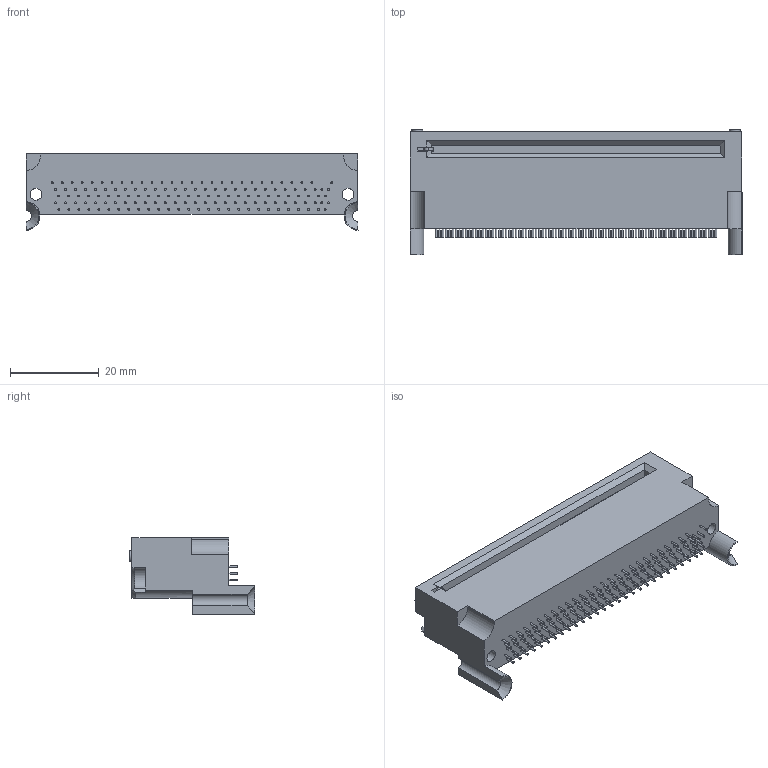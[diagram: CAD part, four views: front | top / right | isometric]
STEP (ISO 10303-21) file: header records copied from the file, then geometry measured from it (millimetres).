
FILE_DESCRIPTION(/* description */ (''),/* implementation_level */ '2;1');
FILE_NAME(/* name */ '100103374ugm000_b.stp',/* time_stamp */ '2016-09-12T07:24:40+02:00',/* author */ (''),/* organization */ (''),/* preprocessor_version */ 'ST-DEVELOPER v16',/* originating_system */ 'SIEMENS PLM Software NX 10.0',/* authorisation */ '');
FILE_SCHEMA (('AUTOMOTIVE_DESIGN { 1 0 10303 214 3 1 1 1 }'));
Length unit declared in the file: millimetre
Products named in the file (1): 100103374ugm000_b
Bounding box: 74.8 x 28.25 x 17.27 mm (x, y, z)
Volume: 20985 mm3; surface area: 7850.7 mm2
Topology: 1 solids, 1 shells, 365 faces, 649 edges, 435 vertices
Faces by surface type: plane 195, cylinder 163, cone 7
Full cylindrical faces by diameter (mm): 0.4 x142, 2.4 x2, 2.65 x2
Entity records: 10770 total; most frequent: DIRECTION 1558, CARTESIAN_POINT 1371, ORIENTED_EDGE 1006, AXIS2_PLACEMENT_3D 708, EDGE_LOOP 661, EDGE_CURVE 503, FACE_BOUND 448, VERTEX_POINT 432
